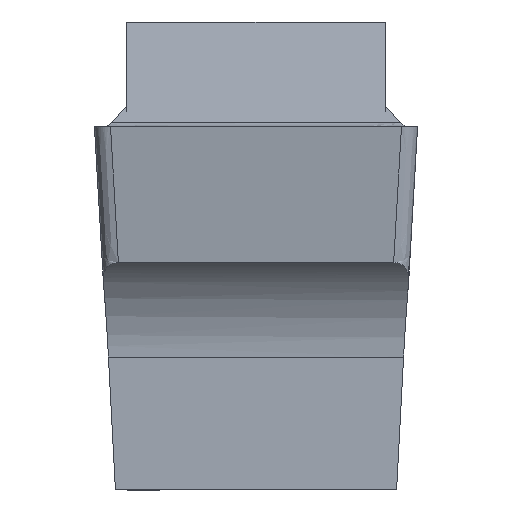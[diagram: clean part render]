
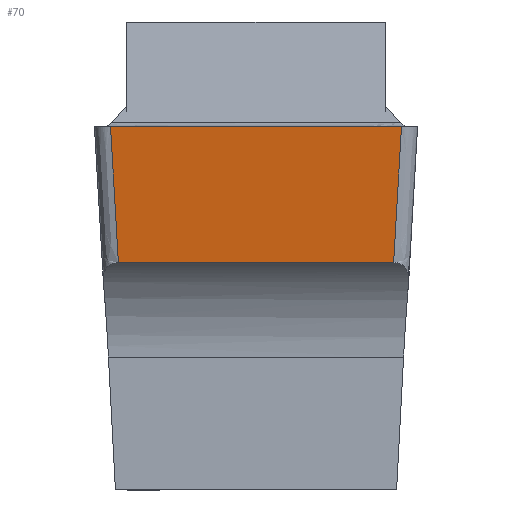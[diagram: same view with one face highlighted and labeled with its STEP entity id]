
A CAD part, front view. The second image highlights one B-rep face of the part: STEP entity #70.
In plain terms, the highlighted planar face has unit normal (0, -0.993, -0.122).
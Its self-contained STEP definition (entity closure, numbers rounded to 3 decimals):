
#70=ADVANCED_FACE('SIDE_FP_AN_SU1',(#130),#102,.F.);
#102=PLANE('',#773);
#130=FACE_OUTER_BOUND('',#166,.T.);
#166=EDGE_LOOP('',(#348,#349,#350,#351));
#202=B_SPLINE_CURVE_WITH_KNOTS('',3,(#1393,#1394,#1395,#1396),
 .UNSPECIFIED.,.F.,.F.,(4,4),(0.,1.),.UNSPECIFIED.);
#203=B_SPLINE_CURVE_WITH_KNOTS('',3,(#1397,#1398,#1399,#1400),
 .UNSPECIFIED.,.F.,.F.,(4,4),(0.,1.),.UNSPECIFIED.);
#348=ORIENTED_EDGE('',*,*,#576,.T.);
#349=ORIENTED_EDGE('',*,*,#563,.F.);
#350=ORIENTED_EDGE('',*,*,#577,.T.);
#351=ORIENTED_EDGE('',*,*,#537,.F.);
#462=VERTEX_POINT('',#1198);
#464=VERTEX_POINT('',#1221);
#476=VERTEX_POINT('',#1334);
#477=VERTEX_POINT('',#1336);
#537=EDGE_CURVE('',#464,#462,#627,.T.);
#563=EDGE_CURVE('',#476,#477,#642,.T.);
#576=EDGE_CURVE('',#464,#477,#202,.T.);
#577=EDGE_CURVE('',#476,#462,#203,.T.);
#627=LINE('',#1222,#689);
#642=LINE('',#1335,#705);
#689=VECTOR('',#848,1.);
#705=VECTOR('',#878,1.);
#773=AXIS2_PLACEMENT_3D('',#1401,#894,#895);
#848=DIRECTION('',(-1.,0.,0.));
#878=DIRECTION('',(1.,0.,0.));
#894=DIRECTION('',(0.,0.993,0.122));
#895=DIRECTION('',(-0.057,0.122,-0.991));
#1198=CARTESIAN_POINT('',(-1.703,-12.923,-1.681));
#1221=CARTESIAN_POINT('',(1.703,-12.923,-1.681));
#1222=CARTESIAN_POINT('',(5.,-12.923,-1.681));
#1334=CARTESIAN_POINT('',(-1.8,-13.129,0.));
#1335=CARTESIAN_POINT('',(-17.65,-13.129,0.));
#1336=CARTESIAN_POINT('',(1.8,-13.129,0.));
#1393=CARTESIAN_POINT('',(1.703,-12.923,-1.681));
#1394=CARTESIAN_POINT('',(1.735,-12.992,-1.121));
#1395=CARTESIAN_POINT('',(1.768,-13.06,-0.56));
#1396=CARTESIAN_POINT('',(1.8,-13.129,0.));
#1397=CARTESIAN_POINT('',(-1.8,-13.129,0.));
#1398=CARTESIAN_POINT('',(-1.768,-13.06,-0.56));
#1399=CARTESIAN_POINT('',(-1.735,-12.992,-1.121));
#1400=CARTESIAN_POINT('',(-1.703,-12.923,-1.681));
#1401=CARTESIAN_POINT('',(1.873,-12.841,-2.348));
